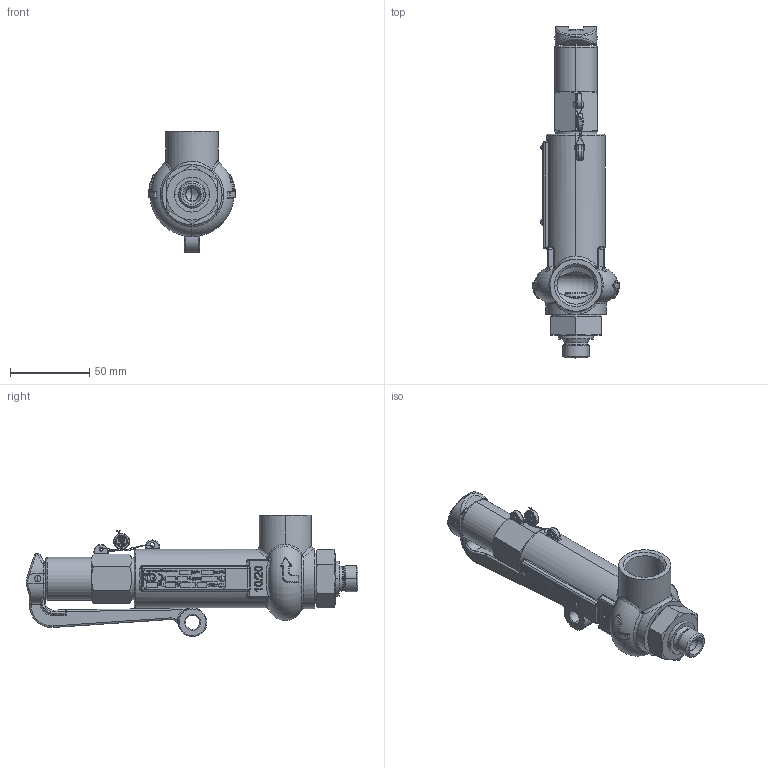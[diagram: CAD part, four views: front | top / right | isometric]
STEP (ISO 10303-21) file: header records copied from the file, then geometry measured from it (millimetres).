
FILE_DESCRIPTION (( 'STEP AP203' ), '1' );
FILE_NAME ('Typ 1 BG I_G038 - G034 - do8_A.STEP', '2020-11-26T06:27:12', ( '' ), ( '' ), 'SwSTEP 2.0', 'SolidWorks 2016', '' );
FILE_SCHEMA (( 'CONFIG_CONTROL_DESIGN' ));
Products named in the file (1): Typ 1 BG I_G038 - G034 - do8_A
Bounding box: 54.96 x 209.96 x 76.63 mm (x, y, z)
Volume: 103972.5 mm3; surface area: 60246.4 mm2
Topology: 28 solids, 28 shells, 1920 faces, 4809 edges, 3016 vertices
Faces by surface type: plane 714, bspline 623, cylinder 303, torus 169, cone 89, sphere 22
Entity records: 87754 total; most frequent: CARTESIAN_POINT 46467, ORIENTED_EDGE 9560, DIRECTION 6874, EDGE_CURVE 4780, VERTEX_POINT 3016, AXIS2_PLACEMENT_3D 2349, VECTOR 2176, LINE 2176
